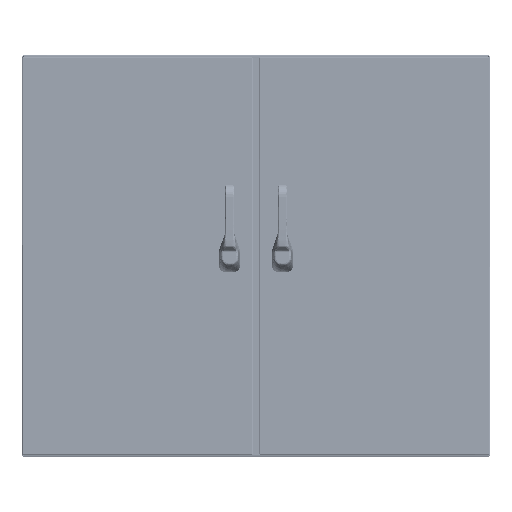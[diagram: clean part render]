
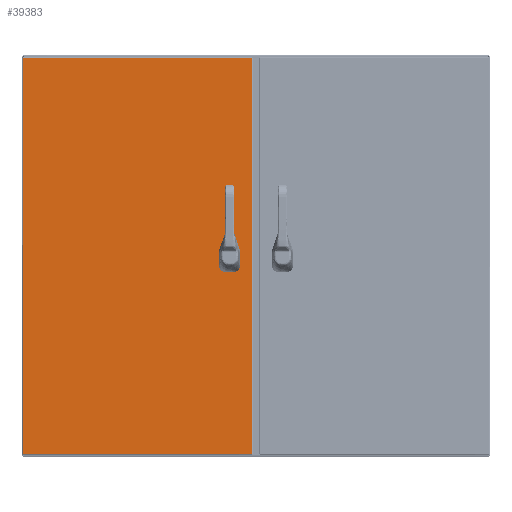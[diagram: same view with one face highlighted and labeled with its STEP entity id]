
A CAD part, top view. The second image highlights one B-rep face of the part: STEP entity #39383.
In plain terms, the highlighted face is planar.
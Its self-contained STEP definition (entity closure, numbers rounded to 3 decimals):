
#1242=FACE_BOUND('',#6040,.T.);
#1243=FACE_BOUND('',#6041,.T.);
#1244=FACE_BOUND('',#6042,.T.);
#1245=FACE_BOUND('',#6043,.T.);
#2684=PLANE('',#42614);
#3655=FACE_OUTER_BOUND('',#6039,.T.);
#6039=EDGE_LOOP('',(#26276,#26277,#26278,#26279));
#6040=EDGE_LOOP('',(#26280,#26281,#26282,#26283,#26284,#26285,#26286,#26287));
#6041=EDGE_LOOP('',(#26288));
#6042=EDGE_LOOP('',(#26289));
#6043=EDGE_LOOP('',(#26290));
#8649=LINE('',#59381,#11308);
#8653=LINE('',#59393,#11312);
#8657=LINE('',#59405,#11316);
#8661=LINE('',#59415,#11320);
#8688=LINE('',#59491,#11347);
#8703=LINE('',#59591,#11362);
#8709=LINE('',#59672,#11368);
#8723=LINE('',#59769,#11382);
#11308=VECTOR('',#47451,0.394);
#11312=VECTOR('',#47463,0.394);
#11316=VECTOR('',#47475,0.394);
#11320=VECTOR('',#47487,0.394);
#11347=VECTOR('',#47556,0.394);
#11362=VECTOR('',#47585,0.394);
#11368=VECTOR('',#47597,0.394);
#11382=VECTOR('',#47625,0.394);
#13699=CIRCLE('',#42556,0.453);
#13701=CIRCLE('',#42560,0.453);
#13703=CIRCLE('',#42564,0.453);
#13705=CIRCLE('',#42568,0.453);
#13706=CIRCLE('',#42571,0.14);
#13708=CIRCLE('',#42574,0.14);
#13710=CIRCLE('',#42577,0.14);
#15974=VERTEX_POINT('',#59372);
#15975=VERTEX_POINT('',#59374);
#15977=VERTEX_POINT('',#59380);
#15979=VERTEX_POINT('',#59386);
#15981=VERTEX_POINT('',#59392);
#15983=VERTEX_POINT('',#59398);
#15985=VERTEX_POINT('',#59404);
#15987=VERTEX_POINT('',#59410);
#15988=VERTEX_POINT('',#59417);
#15990=VERTEX_POINT('',#59423);
#15992=VERTEX_POINT('',#59429);
#16007=VERTEX_POINT('',#59482);
#16008=VERTEX_POINT('',#59490);
#16017=VERTEX_POINT('',#59582);
#16018=VERTEX_POINT('',#59590);
#19767=EDGE_CURVE('',#15975,#15974,#13699,.T.);
#19770=EDGE_CURVE('',#15977,#15975,#8649,.T.);
#19773=EDGE_CURVE('',#15979,#15977,#13701,.T.);
#19776=EDGE_CURVE('',#15981,#15979,#8653,.T.);
#19779=EDGE_CURVE('',#15983,#15981,#13703,.T.);
#19782=EDGE_CURVE('',#15985,#15983,#8657,.T.);
#19785=EDGE_CURVE('',#15987,#15985,#13705,.T.);
#19788=EDGE_CURVE('',#15974,#15987,#8661,.T.);
#19789=EDGE_CURVE('',#15988,#15988,#13706,.T.);
#19792=EDGE_CURVE('',#15990,#15990,#13708,.T.);
#19795=EDGE_CURVE('',#15992,#15992,#13710,.T.);
#19822=EDGE_CURVE('',#16008,#16007,#8688,.T.);
#19841=EDGE_CURVE('',#16018,#16017,#8703,.T.);
#19851=EDGE_CURVE('',#16017,#16008,#8709,.T.);
#19869=EDGE_CURVE('',#16007,#16018,#8723,.T.);
#26276=ORIENTED_EDGE('',*,*,#19822,.T.);
#26277=ORIENTED_EDGE('',*,*,#19869,.T.);
#26278=ORIENTED_EDGE('',*,*,#19841,.T.);
#26279=ORIENTED_EDGE('',*,*,#19851,.T.);
#26280=ORIENTED_EDGE('',*,*,#19767,.T.);
#26281=ORIENTED_EDGE('',*,*,#19788,.T.);
#26282=ORIENTED_EDGE('',*,*,#19785,.T.);
#26283=ORIENTED_EDGE('',*,*,#19782,.T.);
#26284=ORIENTED_EDGE('',*,*,#19779,.T.);
#26285=ORIENTED_EDGE('',*,*,#19776,.T.);
#26286=ORIENTED_EDGE('',*,*,#19773,.T.);
#26287=ORIENTED_EDGE('',*,*,#19770,.T.);
#26288=ORIENTED_EDGE('',*,*,#19789,.T.);
#26289=ORIENTED_EDGE('',*,*,#19792,.T.);
#26290=ORIENTED_EDGE('',*,*,#19795,.T.);
#39383=ADVANCED_FACE('',(#3655,#1242,#1243,#1244,#1245),#2684,.F.);
#42556=AXIS2_PLACEMENT_3D('',#59375,#47445,#47446);
#42560=AXIS2_PLACEMENT_3D('',#59387,#47457,#47458);
#42564=AXIS2_PLACEMENT_3D('',#59399,#47469,#47470);
#42568=AXIS2_PLACEMENT_3D('',#59411,#47481,#47482);
#42571=AXIS2_PLACEMENT_3D('',#59418,#47490,#47491);
#42574=AXIS2_PLACEMENT_3D('',#59424,#47497,#47498);
#42577=AXIS2_PLACEMENT_3D('',#59430,#47504,#47505);
#42614=AXIS2_PLACEMENT_3D('',#59855,#47650,#47651);
#47445=DIRECTION('center_axis',(0.,0.,1.));
#47446=DIRECTION('ref_axis',(-0.469,-0.883,0.));
#47451=DIRECTION('',(0.,1.,0.));
#47457=DIRECTION('center_axis',(0.,0.,1.));
#47458=DIRECTION('ref_axis',(-0.883,0.469,0.));
#47463=DIRECTION('',(1.,0.,0.));
#47469=DIRECTION('center_axis',(0.,0.,1.));
#47470=DIRECTION('ref_axis',(0.469,0.883,0.));
#47475=DIRECTION('',(0.,-1.,0.));
#47481=DIRECTION('center_axis',(0.,0.,1.));
#47482=DIRECTION('ref_axis',(0.883,-0.469,0.));
#47487=DIRECTION('',(-1.,0.,0.));
#47490=DIRECTION('center_axis',(0.,0.,1.));
#47491=DIRECTION('ref_axis',(1.,0.,0.));
#47497=DIRECTION('center_axis',(0.,0.,1.));
#47498=DIRECTION('ref_axis',(1.,0.,0.));
#47504=DIRECTION('center_axis',(0.,0.,1.));
#47505=DIRECTION('ref_axis',(1.,0.,0.));
#47556=DIRECTION('',(0.,1.,0.));
#47585=DIRECTION('',(0.,-1.,0.));
#47597=DIRECTION('',(-1.,0.,0.));
#47625=DIRECTION('',(1.,0.,0.));
#47650=DIRECTION('center_axis',(0.,0.,1.));
#47651=DIRECTION('ref_axis',(1.,0.,0.));
#59372=CARTESIAN_POINT('',(2.338,18.275,0.));
#59374=CARTESIAN_POINT('',(2.525,18.088,0.));
#59375=CARTESIAN_POINT('Origin',(2.125,17.875,0.));
#59380=CARTESIAN_POINT('',(2.525,17.662,0.));
#59381=CARTESIAN_POINT('',(2.525,17.981,0.));
#59386=CARTESIAN_POINT('',(2.338,17.475,0.));
#59387=CARTESIAN_POINT('Origin',(2.125,17.875,0.));
#59392=CARTESIAN_POINT('',(1.912,17.475,0.));
#59393=CARTESIAN_POINT('',(6.356,17.475,0.));
#59398=CARTESIAN_POINT('',(1.725,17.662,0.));
#59399=CARTESIAN_POINT('Origin',(2.125,17.875,0.));
#59404=CARTESIAN_POINT('',(1.725,18.088,0.));
#59405=CARTESIAN_POINT('',(1.725,17.769,0.));
#59410=CARTESIAN_POINT('',(1.912,18.275,0.));
#59411=CARTESIAN_POINT('Origin',(2.125,17.875,0.));
#59415=CARTESIAN_POINT('',(6.144,18.275,0.));
#59417=CARTESIAN_POINT('',(1.985,19.253,0.));
#59418=CARTESIAN_POINT('Origin',(2.125,19.253,0.));
#59423=CARTESIAN_POINT('',(1.985,18.761,0.));
#59424=CARTESIAN_POINT('Origin',(2.125,18.761,0.));
#59429=CARTESIAN_POINT('',(1.985,16.99,0.));
#59430=CARTESIAN_POINT('Origin',(2.125,16.99,0.));
#59482=CARTESIAN_POINT('',(0.105,35.645,0.));
#59490=CARTESIAN_POINT('',(0.105,0.105,0.));
#59491=CARTESIAN_POINT('',(0.105,8.99,0.));
#59582=CARTESIAN_POINT('',(20.645,0.105,0.));
#59590=CARTESIAN_POINT('',(20.645,35.645,0.));
#59591=CARTESIAN_POINT('',(20.645,26.76,0.));
#59672=CARTESIAN_POINT('',(15.51,0.105,0.));
#59769=CARTESIAN_POINT('',(5.24,35.645,0.));
#59855=CARTESIAN_POINT('Origin',(10.375,17.875,0.));
